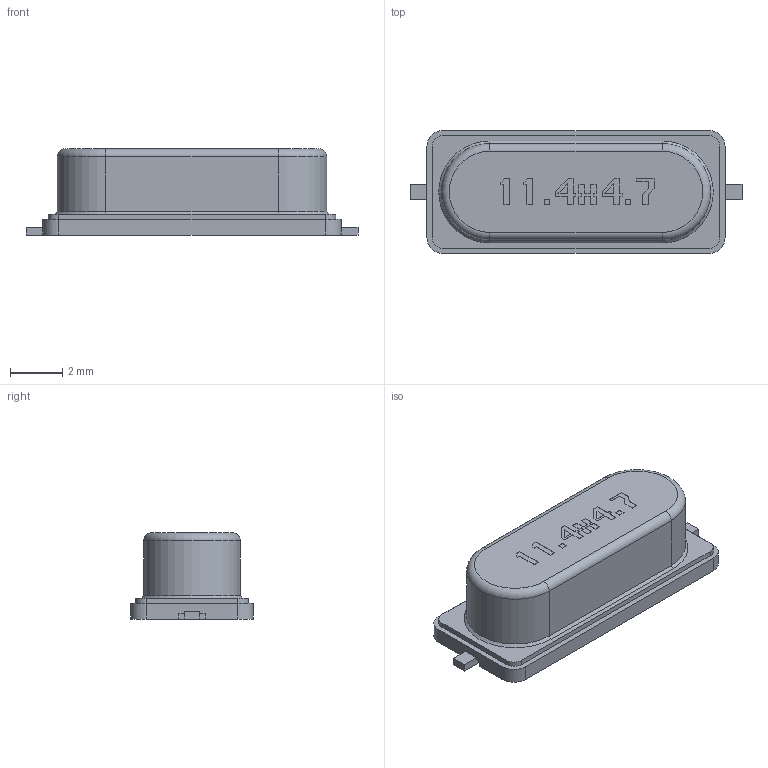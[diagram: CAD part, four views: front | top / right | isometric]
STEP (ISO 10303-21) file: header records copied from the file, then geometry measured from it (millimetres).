
FILE_DESCRIPTION(/* description */ ('model of Crystal_11.4x4.7x3.3'),/* implementation_level */ '2;1');
FILE_NAME(/* name */ 'Crystal_11.4x4.7x3.3.stp',/* time_stamp */ '2016-02-14T15:24:11',/* author */ ('Joan The Spark',''),/* organization */ (''),/* preprocessor_version */ '',/* originating_system */ '',/* authorisation */ '');
FILE_SCHEMA (('AUTOMOTIVE_DESIGN { 1 0 10303 214 3 1 1 }'));
Length unit declared in the file: millimetre
Products named in the file (1): Crystal_11.4x4.7x3.3
Bounding box: 12.7 x 4.7 x 3.3 mm (x, y, z)
Volume: 128.6 mm3; surface area: 197.1 mm2
Topology: 1 solids, 1 shells, 142 faces, 376 edges, 248 vertices
Faces by surface type: plane 126, cylinder 12, torus 2, cone 2
Entity records: 4468 total; most frequent: CARTESIAN_POINT 767, ORIENTED_EDGE 752, DIRECTION 690, EDGE_CURVE 376, LINE 348, VECTOR 348, VERTEX_POINT 248, AXIS2_PLACEMENT_3D 171
